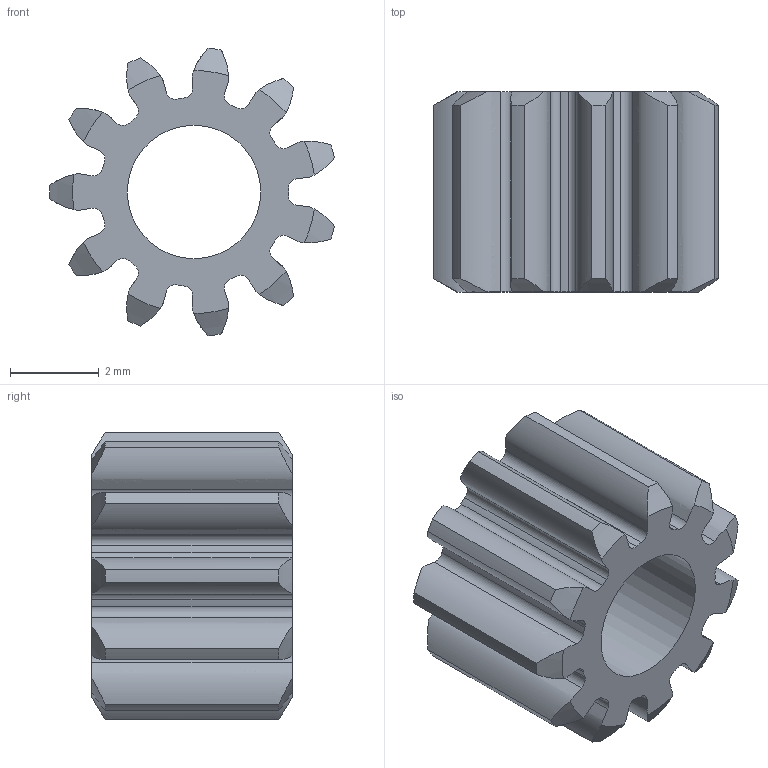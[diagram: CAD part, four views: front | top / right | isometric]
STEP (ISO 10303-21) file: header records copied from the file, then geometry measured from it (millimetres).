
FILE_DESCRIPTION( ( '' ), ' ' );
FILE_NAME( '5ce8d25a715301179e86d8f0.step', '2019-05-25T05:27:55', ( '' ), ( '' ), ' ', ' ', ' ' );
FILE_SCHEMA( ( 'AUTOMOTIVE_DESIGN { 1 0 10303 214 1 1 1 1 }' ) );
Length unit declared in the file: metre
Products named in the file (1): Part 1
Bounding box: 6.41 x 4.5 x 6.47 mm (x, y, z)
Volume: 69.9 mm3; surface area: 222.6 mm2
Topology: 1 solids, 1 shells, 91 faces, 267 edges, 178 vertices
Faces by surface type: cylinder 45, extrusion 22, cone 22, plane 2
Full cylindrical faces by diameter (mm): 3 x1
Entity records: 5642 total; most frequent: CARTESIAN_POINT 2538, ORIENTED_EDGE 532, DIRECTION 452, EDGE_CURVE 266, AXIS2_PLACEMENT_3D 182, VERTEX_POINT 178, CIRCLE 112, B_SPLINE_CURVE_WITH_KNOTS 110
